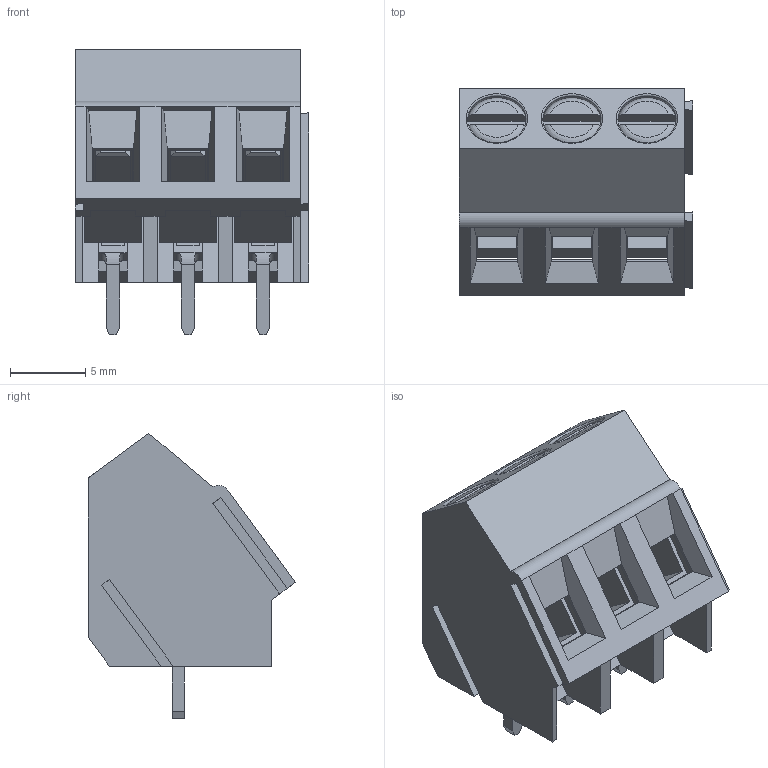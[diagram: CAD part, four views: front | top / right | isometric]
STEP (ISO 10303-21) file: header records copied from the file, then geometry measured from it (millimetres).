
FILE_DESCRIPTION(('STEP AP214'), '1');
FILE_NAME('DG103-5.0-03', '2018-03-17T09:02:22', ('Nobody'), (''), 'ASCON STEP Converter 1.3', 'ASCON Math Kernel', '');
FILE_SCHEMA(('AUTOMOTIVE_DESIGN { 1 0 10303 214 3 1 1}'));
Length unit declared in the file: millimetre
Assembly tree (10 placements, depth 2):
  (unnamed)
    (unnamed)
    (unnamed)  x3
    (unnamed)  x3
    (unnamed)  x3
Bounding box: 15.55 x 13.8 x 19 mm (x, y, z)
Volume: 1433.1 mm3; surface area: 3288.8 mm2
Topology: 10 solids, 10 shells, 357 faces, 912 edges, 578 vertices
Faces by surface type: plane 305, cylinder 37, torus 9, cone 6
Full cylindrical faces by diameter (mm): 1.8 x3, 2 x3, 2.5 x3, 2.6 x3, 4 x3, 4.1 x3
Entity records: 8824 total; most frequent: CARTESIAN_POINT 1274, ORIENTED_EDGE 1124, DIRECTION 1053, EDGE_CURVE 562, LINE 517, VECTOR 517, VERTEX_POINT 367, AXIS2_PLACEMENT_3D 268
